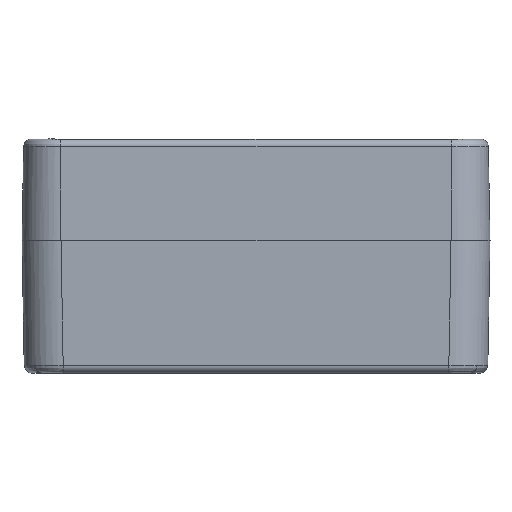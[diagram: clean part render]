
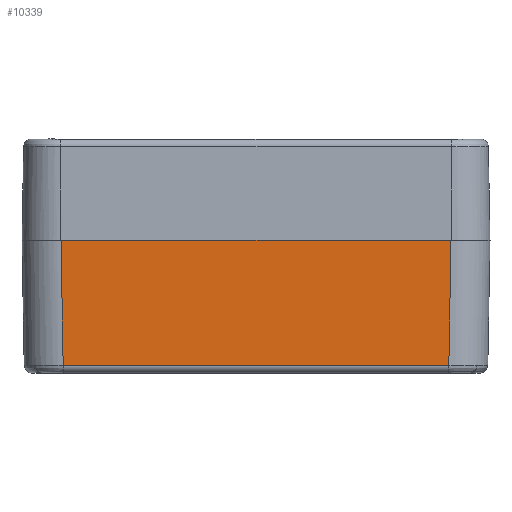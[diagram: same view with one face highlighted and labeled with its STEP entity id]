
A CAD part, left-side view. The second image highlights one B-rep face of the part: STEP entity #10339.
In plain terms, the highlighted planar face has unit normal (-1, 0, -0.018).
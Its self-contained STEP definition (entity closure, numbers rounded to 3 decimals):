
#198 = LINE ( 'NONE', #1483, #7076 ) ;
#421 = CARTESIAN_POINT ( 'NONE',  ( -45., 25.001, 0. ) ) ;
#434 = AXIS2_PLACEMENT_3D ( 'NONE', #483, #3246, #1414 ) ;
#483 = CARTESIAN_POINT ( 'NONE',  ( -45., -30., 0. ) ) ;
#516 = PLANE ( 'NONE',  #434 ) ;
#970 = VECTOR ( 'NONE', #1043, 1000. ) ;
#1043 = DIRECTION ( 'NONE',  ( -0.017, -0.017, 1. ) ) ;
#1139 = ORIENTED_EDGE ( 'NONE', *, *, #11100, .T. ) ;
#1414 = DIRECTION ( 'NONE',  ( -0.017, 0., 1. ) ) ;
#1435 = VERTEX_POINT ( 'NONE', #2214 ) ;
#1483 = CARTESIAN_POINT ( 'NONE',  ( -44.983, 24.984, -0.959 ) ) ;
#1862 = ORIENTED_EDGE ( 'NONE', *, *, #5695, .F. ) ;
#2098 = VERTEX_POINT ( 'NONE', #8189 ) ;
#2214 = CARTESIAN_POINT ( 'NONE',  ( -44.72, -24.721, -16.017 ) ) ;
#2663 = VECTOR ( 'NONE', #6431, 1000. ) ;
#2911 = FACE_OUTER_BOUND ( 'NONE', #9438, .T. ) ;
#3246 = DIRECTION ( 'NONE',  ( -1., 0., -0.017 ) ) ;
#3543 = LINE ( 'NONE', #6158, #3992 ) ;
#3924 = LINE ( 'NONE', #5570, #970 ) ;
#3992 = VECTOR ( 'NONE', #5226, 1000. ) ;
#5226 = DIRECTION ( 'NONE',  ( 0., -1., 0. ) ) ;
#5570 = CARTESIAN_POINT ( 'NONE',  ( -45.002, -25.002, 0.087 ) ) ;
#5582 = EDGE_CURVE ( 'NONE', #9724, #9376, #198, .T. ) ;
#5686 = ORIENTED_EDGE ( 'NONE', *, *, #5582, .T. ) ;
#5695 = EDGE_CURVE ( 'NONE', #9724, #2098, #3543, .T. ) ;
#6158 = CARTESIAN_POINT ( 'NONE',  ( -45., -30., 0. ) ) ;
#6431 = DIRECTION ( 'NONE',  ( 0., -1., 0. ) ) ;
#7016 = DIRECTION ( 'NONE',  ( 0.017, -0.017, -1. ) ) ;
#7076 = VECTOR ( 'NONE', #7016, 1000. ) ;
#8189 = CARTESIAN_POINT ( 'NONE',  ( -45., -25.001, 0. ) ) ;
#8594 = EDGE_CURVE ( 'NONE', #9376, #1435, #9023, .T. ) ;
#9023 = LINE ( 'NONE', #11704, #2663 ) ;
#9376 = VERTEX_POINT ( 'NONE', #9389 ) ;
#9389 = CARTESIAN_POINT ( 'NONE',  ( -44.72, 24.721, -16.017 ) ) ;
#9438 = EDGE_LOOP ( 'NONE', ( #5686, #9613, #1139, #1862 ) ) ;
#9613 = ORIENTED_EDGE ( 'NONE', *, *, #8594, .T. ) ;
#9724 = VERTEX_POINT ( 'NONE', #421 ) ;
#10339 = ADVANCED_FACE ( 'NONE', ( #2911 ), #516, .T. ) ;
#11100 = EDGE_CURVE ( 'NONE', #1435, #2098, #3924, .T. ) ;
#11704 = CARTESIAN_POINT ( 'NONE',  ( -44.72, -30., -16.017 ) ) ;
